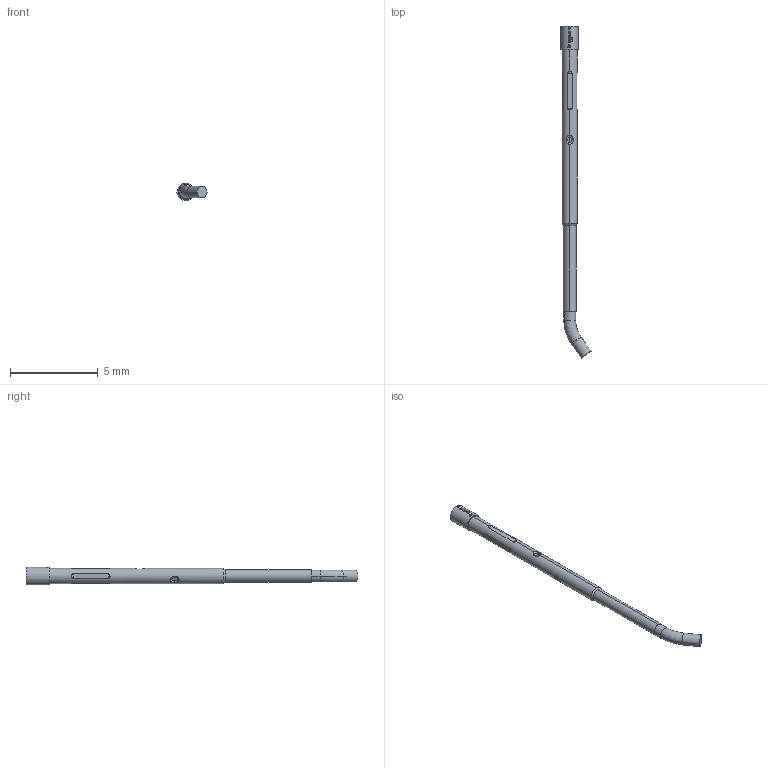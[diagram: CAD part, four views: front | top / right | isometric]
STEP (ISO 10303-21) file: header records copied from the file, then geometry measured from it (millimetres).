
FILE_DESCRIPTION (( 'STEP AP203' ), '1' );
FILE_NAME ('INGUN_KS-069_35_V-26.STEP', '2022-02-09T05:08:35', ( 'ochi' ), ( '' ), 'SwSTEP 2.0', 'SolidWorks 2018', '' );
FILE_SCHEMA (( 'CONFIG_CONTROL_DESIGN' ));
Length unit declared in the file: millimetre
Products named in the file (1): INGUN_KS-069_35_V-26
Bounding box: 1.71 x 18.96 x 1 mm (x, y, z)
Volume: 9.8 mm3; surface area: 49.8 mm2
Topology: 1 solids, 1 shells, 111 faces, 298 edges, 196 vertices
Faces by surface type: bspline 43, cylinder 41, plane 17, torus 8, cone 2
Entity records: 4519 total; most frequent: CARTESIAN_POINT 2201, ORIENTED_EDGE 596, EDGE_CURVE 298, DIRECTION 244, B_SPLINE_CURVE_WITH_KNOTS 220, VERTEX_POINT 196, EDGE_LOOP 118, ADVANCED_FACE 111
